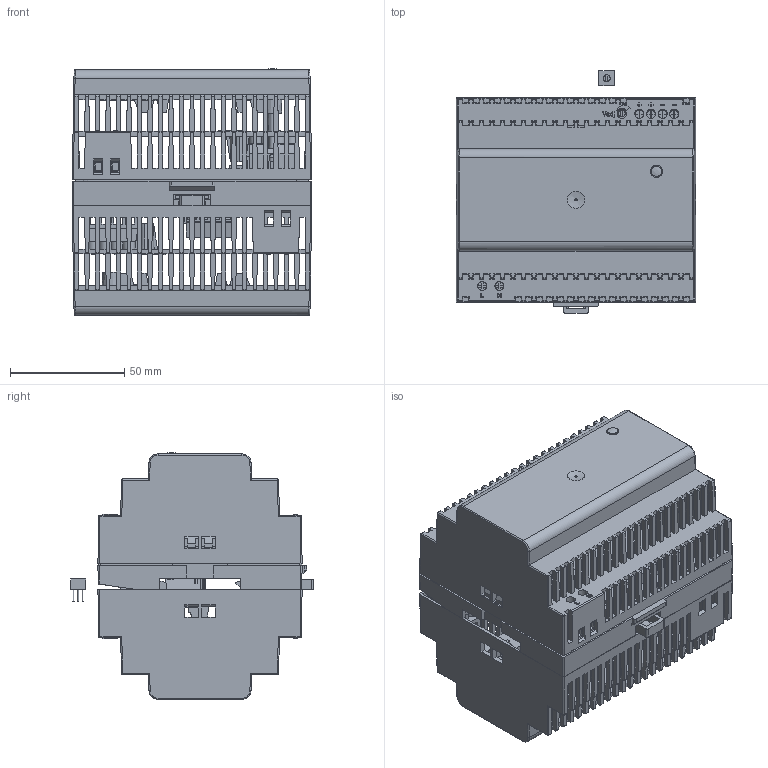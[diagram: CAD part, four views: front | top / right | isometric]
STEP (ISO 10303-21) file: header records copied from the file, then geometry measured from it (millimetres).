
FILE_DESCRIPTION( ( 'Unknown' ), '1' );
FILE_NAME( 'TBL090-124.stp', 'Unknown', ( 'Unknown' ), ( 'Unknown' ), 'PSStep 13.0', 'Unknown', ' ' );
FILE_SCHEMA( ( 'AUTOMOTIVE_DESIGN { 1 0 10303 214 1 1 1 1 }' ) );
Length unit declared in the file: millimetre
Products named in the file (23): Assem1; 24600237-CHASSIS; 24600238-HOOD; 21500030-LENS_0; 80008000-CLIP_0; 23500407-CONNECTOR_0; 22200031-POT_0; 23500409-CONNECTOR_0; 21500012-LED-G_0
Bounding box: 105 x 106.33 x 108.17 mm (x, y, z)
Surface area: 175352.9 mm2 (no closed solid volume)
Topology: 0 solids, 3554 shells, 3554 faces, 20972 edges, 20848 vertices
Faces by surface type: plane 3110, cylinder 358, cone 36, sphere 32, revolution 8, bspline 8, torus 2
Full cylindrical faces by diameter (mm): 0.5 x10, 0.8 x4, 1 x2, 1.4 x4, 1.5 x8, 2.8 x4, 3 x4, 3.2 x16, 3.8 x12, 4 x14, 5 x8, 5.4 x2, 5.6 x4, 8.6 x2
Entity records: 120684 total; most frequent: CARTESIAN_POINT 24102, DIRECTION 14730, ORIENTED_EDGE 10404, EDGE_CURVE 10404, VERTEX_POINT 10404, LINE 9482, VECTOR 9482, PRESENTATION_STYLE_ASSIGNMENT 3299
